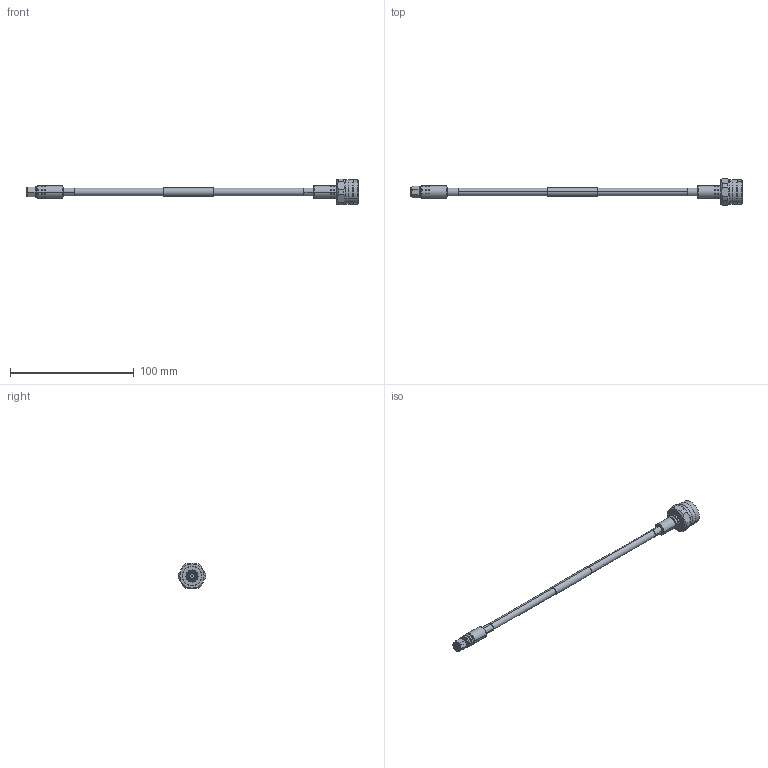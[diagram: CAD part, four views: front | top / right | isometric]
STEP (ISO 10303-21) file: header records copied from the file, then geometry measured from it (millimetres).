
FILE_DESCRIPTION (( 'STEP AP214' ), '1' );
FILE_NAME ('FMC00613_3D.step', '2023-02-23T03:23:27', ( '' ), ( '' ), 'SwSTEP 2.0', 'SolidWorks 2022', '' );
FILE_SCHEMA (( 'AUTOMOTIVE_DESIGN' ));
Length unit declared in the file: inch
Products named in the file (11): EZ-240-NMH-X_body; FMC00613_3D; TC-240-SM-SS-X_body; TC-240-SM-SS-X_ferrule; EZ-240-NMH-X_ferrule; EZ-240-NMH-X; TC-240-SM-SS-X; TC-240-SM-SS-X_c-contact; LMR-240-UF^FMC00613; heat shrink conn 2^FMC00613_conn 1; heat shrink conn 1^FMC00613_conn 1
Assembly tree (10 placements, depth 3):
  FMC00613_3D
    LMR-240-UF^FMC00613
    TC-240-SM-SS-X
      TC-240-SM-SS-X_body
      TC-240-SM-SS-X_c-contact
      TC-240-SM-SS-X_ferrule
    heat shrink conn 1^FMC00613_conn 1
    EZ-240-NMH-X
      EZ-240-NMH-X_body
      EZ-240-NMH-X_ferrule
    heat shrink conn 2^FMC00613_conn 1
Bounding box: 268.31 x 21.97 x 20.54 mm (x, y, z)
Volume: 11745.3 mm3; surface area: 14609.7 mm2
Topology: 9 solids, 9 shells, 294 faces, 606 edges, 352 vertices
Faces by surface type: cone 108, cylinder 106, plane 58, torus 20, sphere 2
Entity records: 8435 total; most frequent: DIRECTION 1526, CARTESIAN_POINT 1443, ORIENTED_EDGE 1208, AXIS2_PLACEMENT_3D 647, EDGE_CURVE 604, VERTEX_POINT 352, CIRCLE 338, EDGE_LOOP 328
